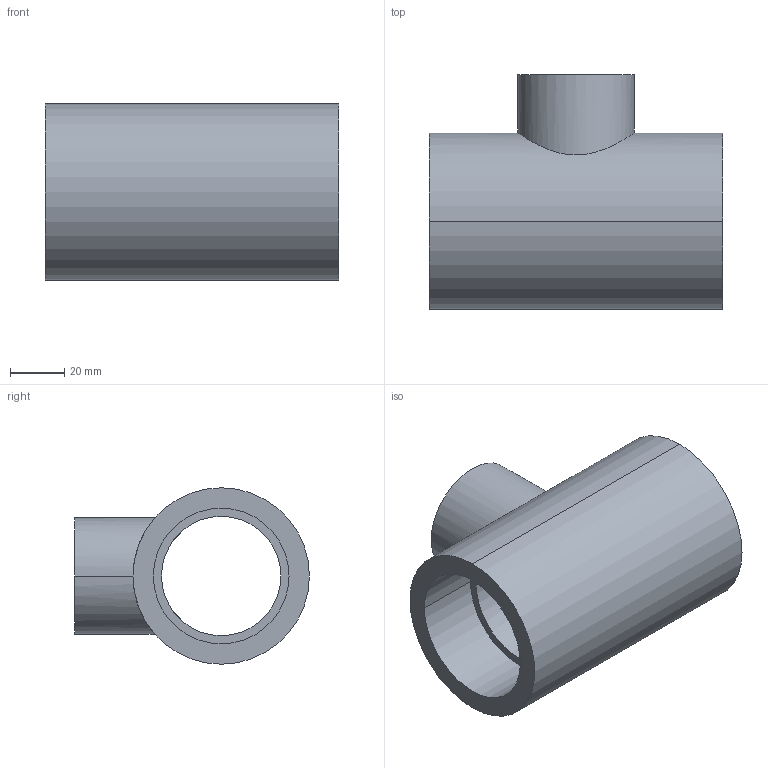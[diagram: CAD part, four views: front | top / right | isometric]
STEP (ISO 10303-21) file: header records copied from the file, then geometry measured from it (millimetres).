
FILE_DESCRIPTION( ( '' ), '1' );
FILE_NAME( 'AGRU_11055503207_PPR_grau_T-Stück_reduziert_50_32_-_MOP_16_bar_10.stp', '2018-02-09T08:22:52', ( '' ), ( '' ), ' ', ' ', ' ' );
FILE_SCHEMA( ( 'automotive_design' ) );
Length unit declared in the file: millimetre
Products named in the file (1): 1
Bounding box: 108 x 86.5 x 65 mm (x, y, z)
Volume: 184617.3 mm3; surface area: 46926.9 mm2
Topology: 1 solids, 1 shells, 20 faces, 45 edges, 30 vertices
Faces by surface type: cylinder 14, plane 6
Entity records: 1294 total; most frequent: CARTESIAN_POINT 262, DIRECTION 105, STYLED_ITEM 96, PRESENTATION_STYLE_ASSIGNMENT 96, COLOUR_RGB 96, ORIENTED_EDGE 90, EDGE_CURVE 45, AXIS2_PLACEMENT_3D 45
